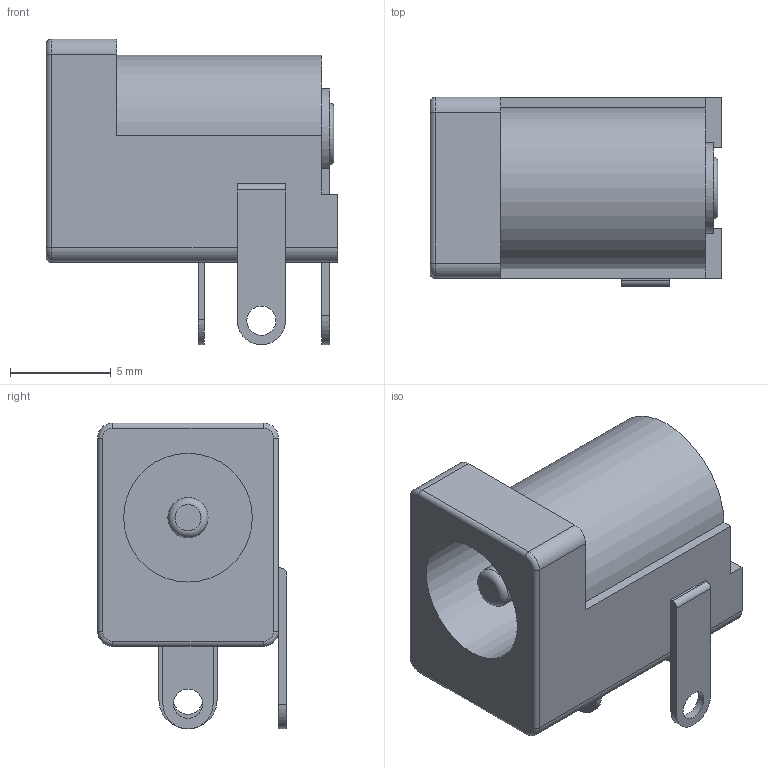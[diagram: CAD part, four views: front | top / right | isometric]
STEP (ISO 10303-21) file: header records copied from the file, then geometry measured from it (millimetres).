
FILE_DESCRIPTION(/* description */ (''),/* implementation_level */ '2;1');
FILE_NAME(/* name */ '2.stp',/* time_stamp */ '2021-11-24T20:25:02+02:00',/* author */ ('k'),/* organization */ (''),/* preprocessor_version */ 'ST-DEVELOPER v15.6',/* originating_system */ 'Autodesk Inventor 2015',/* authorisation */ '');
FILE_SCHEMA (('AUTOMOTIVE_DESIGN { 1 0 10303 214 3 1 1 }'));
Length unit declared in the file: millimetre
Products named in the file (7): 1; 2; 3; Kycon KLDX-0202-A; 11
Bounding box: 14.5 x 9.4 x 15.2 mm (x, y, z)
Volume: 944.8 mm3; surface area: 1109.9 mm2
Topology: 13 solids, 13 shells, 151 faces, 363 edges, 240 vertices
Faces by surface type: plane 96, bspline 30, cylinder 19, torus 6
Full cylindrical faces by diameter (mm): 1.45 x3, 2 x1, 6.4 x1
Entity records: 4692 total; most frequent: CARTESIAN_POINT 1148, ORIENTED_EDGE 710, DIRECTION 608, EDGE_CURVE 355, LINE 250, VECTOR 250, VERTEX_POINT 239, AXIS2_PLACEMENT_3D 179
